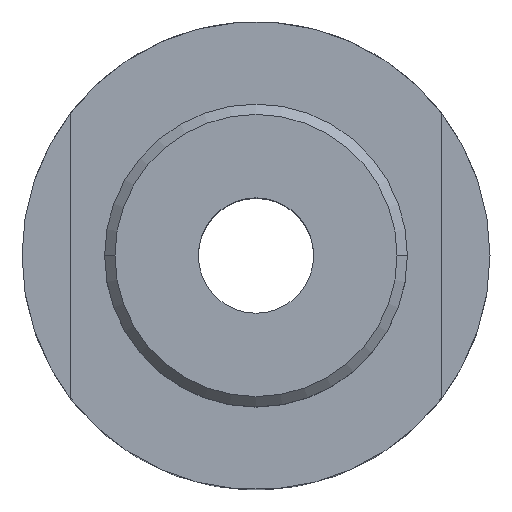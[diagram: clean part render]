
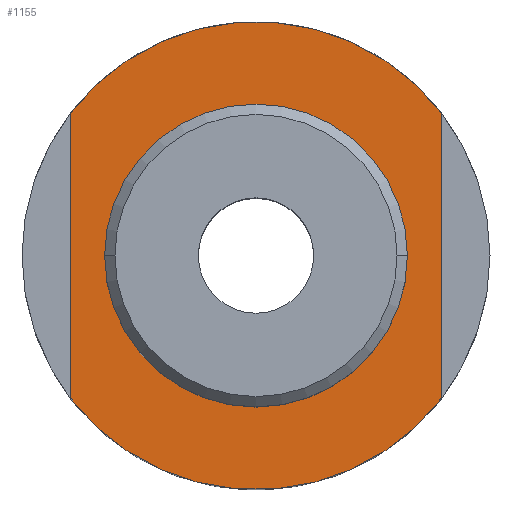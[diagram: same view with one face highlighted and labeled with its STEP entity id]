
A CAD part, top view. The second image highlights one B-rep face of the part: STEP entity #1155.
In plain terms, the highlighted planar face has unit normal (0, 0, 1).
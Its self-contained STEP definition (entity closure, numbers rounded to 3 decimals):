
#833=VERTEX_POINT('',#2460);
#1083=VERTEX_POINT('',#2740);
#1141=EDGE_CURVE('',#2305,#1083,#2803,.T.);
#1155=ADVANCED_FACE('',(#2819,#2820),#2821,.T.);
#1187=EDGE_CURVE('',#1083,#2157,#2860,.T.);
#1445=EDGE_CURVE('',#1729,#833,#3150,.T.);
#1469=VERTEX_POINT('',#3177);
#1729=VERTEX_POINT('',#3475);
#2157=VERTEX_POINT('',#3946);
#2189=EDGE_CURVE('',#1469,#2305,#3983,.T.);
#2297=EDGE_CURVE('',#833,#1729,#4102,.T.);
#2305=VERTEX_POINT('',#4111);
#2315=EDGE_CURVE('',#2157,#1469,#4121,.T.);
#2460=CARTESIAN_POINT('',(11.,0.,12.0));
#2740=CARTESIAN_POINT('',(-13.5,10.332,12.0));
#2803=CIRCLE('',#4728,17.);
#2819=FACE_OUTER_BOUND('',#4749,.T.);
#2820=FACE_BOUND('',#4750,.T.);
#2821=PLANE('',#4751);
#2860=LINE('',#4797,#4798);
#3150=CIRCLE('',#5176,11.);
#3177=CARTESIAN_POINT('',(13.5,-10.332,12.0));
#3475=CARTESIAN_POINT('',(-11.,0.,12.0));
#3946=CARTESIAN_POINT('',(-13.5,-10.332,12.0));
#3983=LINE('',#6250,#6251);
#4102=CIRCLE('',#6405,11.);
#4111=CARTESIAN_POINT('',(13.5,10.332,12.0));
#4121=CIRCLE('',#6430,17.);
#4728=AXIS2_PLACEMENT_3D('',#7070,#7071,#7072);
#4749=EDGE_LOOP('',(#7100,#7101,#7102,#7103));
#4750=EDGE_LOOP('',(#7104,#7105));
#4751=AXIS2_PLACEMENT_3D('',#7106,#7107,#7108);
#4797=CARTESIAN_POINT('',(-13.5,-5.166,12.0));
#4798=VECTOR('',#7178,1.0);
#5176=AXIS2_PLACEMENT_3D('',#7599,#7600,#7601);
#6250=CARTESIAN_POINT('',(13.5,5.166,12.0));
#6251=VECTOR('',#8737,1.0);
#6405=AXIS2_PLACEMENT_3D('',#8893,#8894,#8895);
#6430=AXIS2_PLACEMENT_3D('',#8909,#8910,#8911);
#7070=CARTESIAN_POINT('',(0.0,0.,12.0));
#7071=DIRECTION('',(0.0,0.0,1.0));
#7072=DIRECTION('',(-1.0,0.,0.0));
#7100=ORIENTED_EDGE('',*,*,#1187,.T.);
#7101=ORIENTED_EDGE('',*,*,#2315,.T.);
#7102=ORIENTED_EDGE('',*,*,#2189,.T.);
#7103=ORIENTED_EDGE('',*,*,#1141,.T.);
#7104=ORIENTED_EDGE('',*,*,#1445,.F.);
#7105=ORIENTED_EDGE('',*,*,#2297,.F.);
#7106=CARTESIAN_POINT('',(-14.,0.,12.0));
#7107=DIRECTION('',(0.0,0.0,1.0));
#7108=DIRECTION('',(-1.0,0.,0.0));
#7178=DIRECTION('',(0.0,-1.0,0.0));
#7599=CARTESIAN_POINT('',(0.0,0.,12.0));
#7600=DIRECTION('',(0.0,0.0,1.0));
#7601=DIRECTION('',(-1.0,0.,0.0));
#8737=DIRECTION('',(0.0,1.0,0.0));
#8893=CARTESIAN_POINT('',(0.0,0.,12.0));
#8894=DIRECTION('',(0.0,0.0,1.0));
#8895=DIRECTION('',(-1.0,0.,0.0));
#8909=CARTESIAN_POINT('',(0.0,0.,12.0));
#8910=DIRECTION('',(0.0,0.0,1.0));
#8911=DIRECTION('',(-1.0,0.,0.0));
